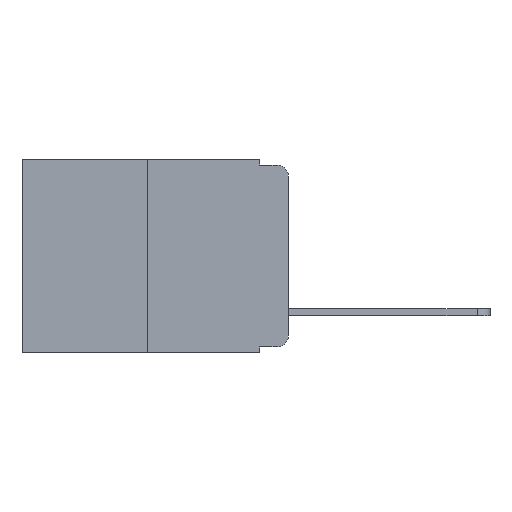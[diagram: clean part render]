
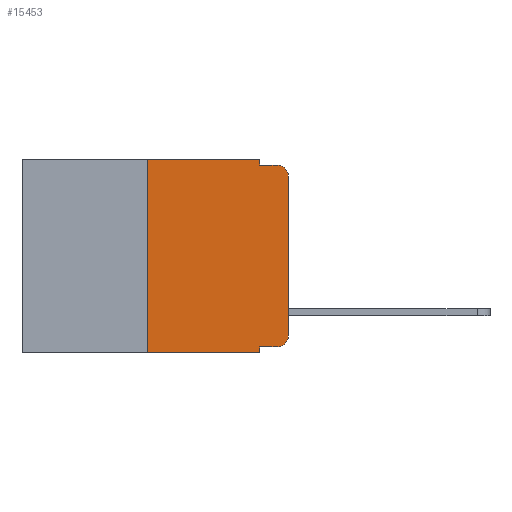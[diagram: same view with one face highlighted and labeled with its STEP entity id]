
A CAD part, left-side view. The second image highlights one B-rep face of the part: STEP entity #15453.
In plain terms, the highlighted planar face has unit normal (-1, 0, 0).
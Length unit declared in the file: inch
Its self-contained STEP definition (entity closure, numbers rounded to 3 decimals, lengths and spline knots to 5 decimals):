
#39 = DIRECTION ( 'NONE',  ( 0., -1., 0. ) ) ;
#140 = LINE ( 'NONE', #9151, #13356 ) ;
#331 = VECTOR ( 'NONE', #13844, 39.37008 ) ;
#875 = VERTEX_POINT ( 'NONE', #11221 ) ;
#945 = CARTESIAN_POINT ( 'NONE',  ( 0., 0.473, 0. ) ) ;
#1105 = EDGE_CURVE ( 'NONE', #2394, #2555, #12727, .T. ) ;
#1233 = LINE ( 'NONE', #10882, #4588 ) ;
#1337 = LINE ( 'NONE', #4839, #1727 ) ;
#1635 = EDGE_CURVE ( 'NONE', #4168, #13327, #2843, .T. ) ;
#1672 = CARTESIAN_POINT ( 'NONE',  ( 0., 0.02, -0.01 ) ) ;
#1727 = VECTOR ( 'NONE', #13421, 39.37008 ) ;
#1791 = VECTOR ( 'NONE', #8965, 39.37008 ) ;
#2177 = LINE ( 'NONE', #3991, #1791 ) ;
#2199 = PLANE ( 'NONE',  #4784 ) ;
#2394 = VERTEX_POINT ( 'NONE', #8589 ) ;
#2479 = AXIS2_PLACEMENT_3D ( 'NONE', #4910, #10832, #9472 ) ;
#2555 = VERTEX_POINT ( 'NONE', #6051 ) ;
#2642 = CARTESIAN_POINT ( 'NONE',  ( 0., 0.051, -0.333 ) ) ;
#2843 = LINE ( 'NONE', #15129, #15156 ) ;
#3055 = EDGE_LOOP ( 'NONE', ( #12015, #9182, #8755, #9164, #11182, #8182, #9713, #9771, #5903, #9306 ) ) ;
#3092 = CIRCLE ( 'NONE', #14458, 0.02 ) ;
#3495 = DIRECTION ( 'NONE',  ( 0., 0., -1. ) ) ;
#3513 = CARTESIAN_POINT ( 'NONE',  ( 0., 0.051, -0.343 ) ) ;
#3891 = VECTOR ( 'NONE', #12741, 39.37008 ) ;
#3991 = CARTESIAN_POINT ( 'NONE',  ( 0., 0., 0. ) ) ;
#4046 = CARTESIAN_POINT ( 'NONE',  ( 0., 0.25, 0. ) ) ;
#4144 = VERTEX_POINT ( 'NONE', #7977 ) ;
#4168 = VERTEX_POINT ( 'NONE', #15756 ) ;
#4588 = VECTOR ( 'NONE', #13220, 39.37008 ) ;
#4784 = AXIS2_PLACEMENT_3D ( 'NONE', #945, #10961, #3495 ) ;
#4839 = CARTESIAN_POINT ( 'NONE',  ( 0., 0.051, 0. ) ) ;
#4910 = CARTESIAN_POINT ( 'NONE',  ( 0., 0.02, -0.313 ) ) ;
#4979 = CARTESIAN_POINT ( 'NONE',  ( 0., 0.02, -0.03 ) ) ;
#5784 = EDGE_CURVE ( 'NONE', #2555, #875, #2177, .T. ) ;
#5903 = ORIENTED_EDGE ( 'NONE', *, *, #10036, .T. ) ;
#5909 = VERTEX_POINT ( 'NONE', #1672 ) ;
#6051 = CARTESIAN_POINT ( 'NONE',  ( 0., 0., -0.313 ) ) ;
#6228 = DIRECTION ( 'NONE',  ( 0., 0., -1. ) ) ;
#6509 = EDGE_CURVE ( 'NONE', #15022, #5909, #7062, .T. ) ;
#6960 = CARTESIAN_POINT ( 'NONE',  ( 0., 0.051, 0. ) ) ;
#7062 = LINE ( 'NONE', #13986, #13186 ) ;
#7128 = EDGE_CURVE ( 'NONE', #13327, #15022, #140, .T. ) ;
#7489 = EDGE_CURVE ( 'NONE', #8166, #10398, #1337, .T. ) ;
#7729 = EDGE_CURVE ( 'NONE', #4144, #4168, #13521, .T. ) ;
#7977 = CARTESIAN_POINT ( 'NONE',  ( 0., 0.25, -0.343 ) ) ;
#8048 = EDGE_CURVE ( 'NONE', #875, #5909, #3092, .T. ) ;
#8166 = VERTEX_POINT ( 'NONE', #2642 ) ;
#8182 = ORIENTED_EDGE ( 'NONE', *, *, #7729, .F. ) ;
#8589 = CARTESIAN_POINT ( 'NONE',  ( 0., 0.02, -0.333 ) ) ;
#8755 = ORIENTED_EDGE ( 'NONE', *, *, #6509, .F. ) ;
#8852 = CARTESIAN_POINT ( 'NONE',  ( 0., 0.051, -0.01 ) ) ;
#8965 = DIRECTION ( 'NONE',  ( 0., 0., 1. ) ) ;
#9151 = CARTESIAN_POINT ( 'NONE',  ( 0., 0.051, 0. ) ) ;
#9164 = ORIENTED_EDGE ( 'NONE', *, *, #7128, .F. ) ;
#9182 = ORIENTED_EDGE ( 'NONE', *, *, #8048, .T. ) ;
#9306 = ORIENTED_EDGE ( 'NONE', *, *, #1105, .T. ) ;
#9472 = DIRECTION ( 'NONE',  ( 0., 0., -1. ) ) ;
#9713 = ORIENTED_EDGE ( 'NONE', *, *, #13409, .T. ) ;
#9771 = ORIENTED_EDGE ( 'NONE', *, *, #7489, .F. ) ;
#10036 = EDGE_CURVE ( 'NONE', #8166, #2394, #13719, .T. ) ;
#10398 = VERTEX_POINT ( 'NONE', #3513 ) ;
#10832 = DIRECTION ( 'NONE',  ( -1., 0., 0. ) ) ;
#10882 = CARTESIAN_POINT ( 'NONE',  ( 0., 0.473, -0.343 ) ) ;
#10961 = DIRECTION ( 'NONE',  ( 1., 0., 0. ) ) ;
#11182 = ORIENTED_EDGE ( 'NONE', *, *, #1635, .F. ) ;
#11221 = CARTESIAN_POINT ( 'NONE',  ( 0., 0., -0.03 ) ) ;
#11544 = CARTESIAN_POINT ( 'NONE',  ( 0., 0.051, -0.333 ) ) ;
#12015 = ORIENTED_EDGE ( 'NONE', *, *, #5784, .T. ) ;
#12727 = CIRCLE ( 'NONE', #2479, 0.02 ) ;
#12741 = DIRECTION ( 'NONE',  ( 0., -1., 0. ) ) ;
#12762 = DIRECTION ( 'NONE',  ( 0., -1., 0. ) ) ;
#13186 = VECTOR ( 'NONE', #12762, 39.37008 ) ;
#13220 = DIRECTION ( 'NONE',  ( 0., -1., 0. ) ) ;
#13327 = VERTEX_POINT ( 'NONE', #6960 ) ;
#13356 = VECTOR ( 'NONE', #15214, 39.37008 ) ;
#13409 = EDGE_CURVE ( 'NONE', #4144, #10398, #1233, .T. ) ;
#13421 = DIRECTION ( 'NONE',  ( 0., 0., -1. ) ) ;
#13521 = LINE ( 'NONE', #4046, #331 ) ;
#13556 = DIRECTION ( 'NONE',  ( -1., 0., 0. ) ) ;
#13719 = LINE ( 'NONE', #11544, #3891 ) ;
#13844 = DIRECTION ( 'NONE',  ( 0., 0., 1. ) ) ;
#13986 = CARTESIAN_POINT ( 'NONE',  ( 0., 0.051, -0.01 ) ) ;
#14161 = FACE_OUTER_BOUND ( 'NONE', #3055, .T. ) ;
#14458 = AXIS2_PLACEMENT_3D ( 'NONE', #4979, #13556, #6228 ) ;
#15022 = VERTEX_POINT ( 'NONE', #8852 ) ;
#15129 = CARTESIAN_POINT ( 'NONE',  ( 0., 0.473, 0. ) ) ;
#15156 = VECTOR ( 'NONE', #39, 39.37008 ) ;
#15214 = DIRECTION ( 'NONE',  ( 0., 0., -1. ) ) ;
#15453 = ADVANCED_FACE ( 'NONE', ( #14161 ), #2199, .F. ) ;
#15756 = CARTESIAN_POINT ( 'NONE',  ( 0., 0.25, 0. ) ) ;
